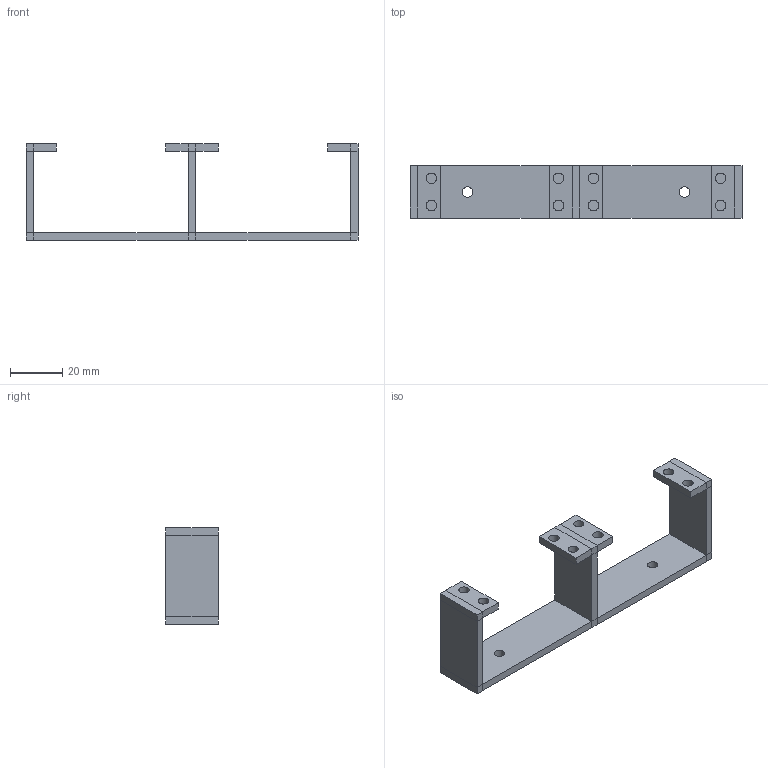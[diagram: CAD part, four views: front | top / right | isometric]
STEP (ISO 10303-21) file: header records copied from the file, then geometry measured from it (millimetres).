
FILE_DESCRIPTION(/* description */ ('FreeCAD Model'),/* implementation_level */ '2;1');
FILE_NAME(/* name */ 'two_servo_frame_combined_ipt_380c8308.STEP',/* time_stamp */ '2022-08-21T22:15:13-04:00',/* author */ ('Author'),/* organization */ (''),/* preprocessor_version */ 'ST-DEVELOPER v18.1',/* originating_system */ 'Autodesk Inventor 2021',/* authorisation */ 'Unknown');
FILE_SCHEMA (('AUTOMOTIVE_DESIGN { 1 0 10303 214 3 1 1 }'));
Length unit declared in the file: millimetre
Products named in the file (1): two_servo_frame_combined
Bounding box: 127 x 20 x 37 mm (x, y, z)
Volume: 15403 mm3; surface area: 12343.7 mm2
Topology: 1 solids, 1 shells, 72 faces, 154 edges, 84 vertices
Faces by surface type: plane 62, cylinder 10
Full cylindrical faces by diameter (mm): 4 x10
Entity records: 1940 total; most frequent: DIRECTION 320, CARTESIAN_POINT 311, ORIENTED_EDGE 308, EDGE_CURVE 154, LINE 134, VECTOR 134, AXIS2_PLACEMENT_3D 93, EDGE_LOOP 92
